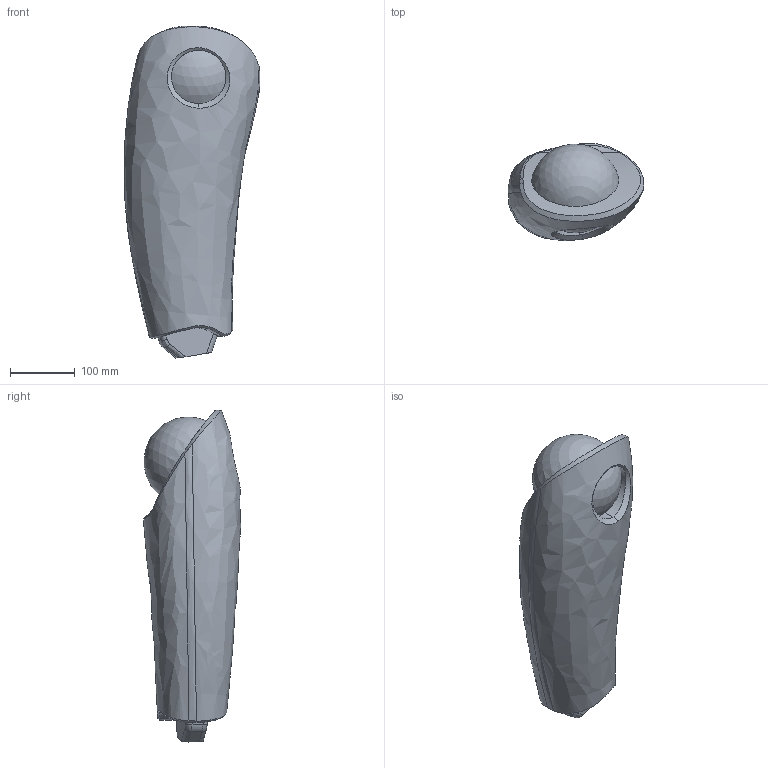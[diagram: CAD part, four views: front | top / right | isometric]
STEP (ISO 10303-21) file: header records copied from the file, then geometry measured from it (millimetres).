
FILE_DESCRIPTION(/* description */ (''),/* implementation_level */ '2;1');
FILE_NAME(/* name */ 'BREP_2_1.stp',/* time_stamp */ '2017-01-08T10:55:59-05:00',/* author */ ('jeff1'),/* organization */ (''),/* preprocessor_version */ 'ST-DEVELOPER v16.5',/* originating_system */ 'Autodesk Inventor 2017',/* authorisation */ '');
FILE_SCHEMA (('AUTOMOTIVE_DESIGN { 1 0 10303 214 3 1 1 }'));
Length unit declared in the file: inch
Products named in the file (1): BREP_2_1
Bounding box: 209.06 x 149.9 x 510.93 mm (x, y, z)
Volume: 8009481.1 mm3; surface area: 256762 mm2
Topology: 1 solids, 1 shells, 50 faces, 125 edges, 79 vertices
Faces by surface type: bspline 39, plane 7, sphere 2, cylinder 2
Entity records: 4255 total; most frequent: CARTESIAN_POINT 3285, ORIENTED_EDGE 250, EDGE_CURVE 125, DIRECTION 87, VERTEX_POINT 79, B_SPLINE_CURVE_WITH_KNOTS 71, EDGE_LOOP 52, FACE_OUTER_BOUND 50
